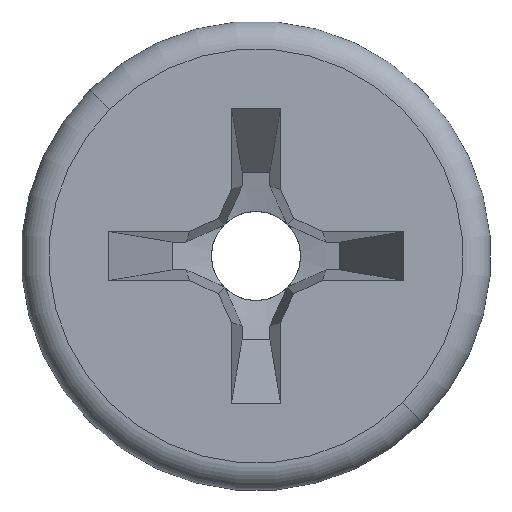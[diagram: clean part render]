
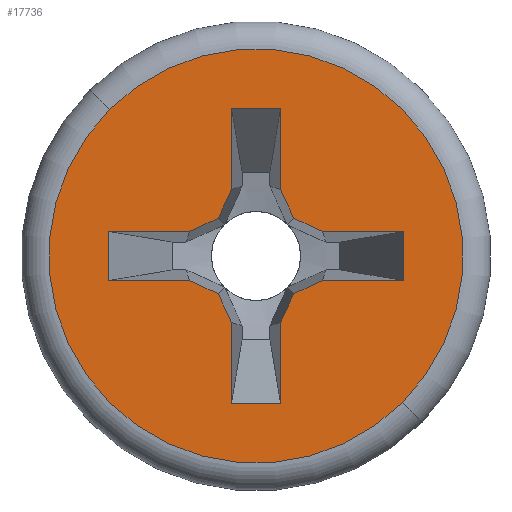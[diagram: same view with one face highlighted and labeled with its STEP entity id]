
A CAD part, left-side view. The second image highlights one B-rep face of the part: STEP entity #17736.
In plain terms, the highlighted planar face has unit normal (-1, 0, 0).
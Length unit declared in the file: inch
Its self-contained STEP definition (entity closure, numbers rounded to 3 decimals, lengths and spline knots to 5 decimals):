
#9483=CARTESIAN_POINT('',(0.,0.,0.));
#9484=DIRECTION('',(-1.,0.,0.));
#9485=DIRECTION('',(0.,1.,0.));
#9486=AXIS2_PLACEMENT_3D('',#9483,#9484,#9485);
#9488=CARTESIAN_POINT('',(0.,0.,0.));
#9489=DIRECTION('',(1.,0.,0.));
#9490=DIRECTION('',(0.,1.,0.));
#9491=AXIS2_PLACEMENT_3D('',#9488,#9489,#9490);
#9493=DIRECTION('',(0.,-0.707,-0.707));
#9494=VECTOR('',#9493,0.016);
#9495=CARTESIAN_POINT('',(0.,0.0396,-0.02828));
#9496=LINE('',#9495,#9494);
#9497=DIRECTION('',(0.,0.707,-0.707));
#9498=VECTOR('',#9497,0.02642);
#9499=CARTESIAN_POINT('',(0.,0.0096,-0.02091));
#9500=LINE('',#9499,#9498);
#9501=DIRECTION('',(0.,0.94,-0.342));
#9502=VECTOR('',#9501,0.01022);
#9503=CARTESIAN_POINT('',(0.,0.,-0.01742));
#9504=LINE('',#9503,#9502);
#9505=DIRECTION('',(0.,0.94,0.342));
#9506=VECTOR('',#9505,0.01022);
#9507=CARTESIAN_POINT('',(0.,-0.0096,-0.02091));
#9508=LINE('',#9507,#9506);
#9509=DIRECTION('',(0.,-0.707,-0.707));
#9510=VECTOR('',#9509,0.02642);
#9511=CARTESIAN_POINT('',(0.,-0.0096,-0.02091));
#9512=LINE('',#9511,#9510);
#9513=DIRECTION('',(0.,0.707,-0.707));
#9514=VECTOR('',#9513,0.016);
#9515=CARTESIAN_POINT('',(0.,-0.0396,-0.02828));
#9516=LINE('',#9515,#9514);
#9517=DIRECTION('',(0.,-0.707,-0.707));
#9518=VECTOR('',#9517,0.02642);
#9519=CARTESIAN_POINT('',(0.,-0.02091,-0.0096));
#9520=LINE('',#9519,#9518);
#9521=DIRECTION('',(0.,-0.342,-0.94));
#9522=VECTOR('',#9521,0.01022);
#9523=CARTESIAN_POINT('',(0.,-0.01742,0.));
#9524=LINE('',#9523,#9522);
#9525=DIRECTION('',(0.,0.342,-0.94));
#9526=VECTOR('',#9525,0.01022);
#9527=CARTESIAN_POINT('',(0.,-0.02091,0.0096));
#9528=LINE('',#9527,#9526);
#9529=DIRECTION('',(0.,0.707,-0.707));
#9530=VECTOR('',#9529,0.02642);
#9531=CARTESIAN_POINT('',(0.,-0.0396,0.02828));
#9532=LINE('',#9531,#9530);
#9533=DIRECTION('',(0.,-0.707,-0.707));
#9534=VECTOR('',#9533,0.016);
#9535=CARTESIAN_POINT('',(0.,-0.02828,0.0396));
#9536=LINE('',#9535,#9534);
#9537=DIRECTION('',(0.,0.707,-0.707));
#9538=VECTOR('',#9537,0.02642);
#9539=CARTESIAN_POINT('',(0.,-0.02828,0.0396));
#9540=LINE('',#9539,#9538);
#9541=DIRECTION('',(0.,-0.94,0.342));
#9542=VECTOR('',#9541,0.01022);
#9543=CARTESIAN_POINT('',(0.,0.,0.01742));
#9544=LINE('',#9543,#9542);
#9545=DIRECTION('',(0.,-0.94,-0.342));
#9546=VECTOR('',#9545,0.01022);
#9547=CARTESIAN_POINT('',(0.,0.0096,0.02091));
#9548=LINE('',#9547,#9546);
#9549=DIRECTION('',(0.,-0.707,-0.707));
#9550=VECTOR('',#9549,0.02642);
#9551=CARTESIAN_POINT('',(0.,0.02828,0.0396));
#9552=LINE('',#9551,#9550);
#9553=DIRECTION('',(0.,0.707,-0.707));
#9554=VECTOR('',#9553,0.016);
#9555=CARTESIAN_POINT('',(0.,0.02828,0.0396));
#9556=LINE('',#9555,#9554);
#9557=DIRECTION('',(0.,-0.707,-0.707));
#9558=VECTOR('',#9557,0.02642);
#9559=CARTESIAN_POINT('',(0.,0.0396,0.02828));
#9560=LINE('',#9559,#9558);
#9561=DIRECTION('',(0.,0.342,0.94));
#9562=VECTOR('',#9561,0.01022);
#9563=CARTESIAN_POINT('',(0.,0.01742,0.));
#9564=LINE('',#9563,#9562);
#9565=DIRECTION('',(0.,-0.342,0.94));
#9566=VECTOR('',#9565,0.01022);
#9567=CARTESIAN_POINT('',(0.,0.02091,-0.0096));
#9568=LINE('',#9567,#9566);
#9569=DIRECTION('',(0.,0.707,-0.707));
#9570=VECTOR('',#9569,0.02642);
#9571=CARTESIAN_POINT('',(0.,0.02091,-0.0096));
#9572=LINE('',#9571,#9570);
#9830=CARTESIAN_POINT('',(0.,0.0396,-0.02828));
#9831=CARTESIAN_POINT('',(0.,0.02828,-0.0396));
#9832=VERTEX_POINT('',#9830);
#9833=VERTEX_POINT('',#9831);
#9834=CARTESIAN_POINT('',(0.,0.02091,-0.0096));
#9835=VERTEX_POINT('',#9834);
#9836=CARTESIAN_POINT('',(0.,0.01742,0.));
#9837=VERTEX_POINT('',#9836);
#9838=CARTESIAN_POINT('',(0.,0.02091,0.0096));
#9839=VERTEX_POINT('',#9838);
#9840=CARTESIAN_POINT('',(0.,0.0396,0.02828));
#9841=VERTEX_POINT('',#9840);
#9842=CARTESIAN_POINT('',(0.,0.02828,0.0396));
#9843=VERTEX_POINT('',#9842);
#9844=CARTESIAN_POINT('',(0.,0.0096,0.02091));
#9845=VERTEX_POINT('',#9844);
#9846=CARTESIAN_POINT('',(0.,0.,0.01742));
#9847=VERTEX_POINT('',#9846);
#9848=CARTESIAN_POINT('',(0.,-0.0096,0.02091));
#9849=VERTEX_POINT('',#9848);
#9850=CARTESIAN_POINT('',(0.,-0.02828,0.0396));
#9851=VERTEX_POINT('',#9850);
#9852=CARTESIAN_POINT('',(0.,-0.0396,0.02828));
#9853=VERTEX_POINT('',#9852);
#9854=CARTESIAN_POINT('',(0.,-0.02091,0.0096));
#9855=VERTEX_POINT('',#9854);
#9856=CARTESIAN_POINT('',(0.,-0.01742,0.));
#9857=VERTEX_POINT('',#9856);
#9858=CARTESIAN_POINT('',(0.,-0.02091,-0.0096));
#9859=VERTEX_POINT('',#9858);
#9860=CARTESIAN_POINT('',(0.,-0.0396,-0.02828));
#9861=VERTEX_POINT('',#9860);
#9862=CARTESIAN_POINT('',(0.,-0.02828,-0.0396));
#9863=VERTEX_POINT('',#9862);
#9864=CARTESIAN_POINT('',(0.,-0.0096,-0.02091));
#9865=VERTEX_POINT('',#9864);
#9866=CARTESIAN_POINT('',(0.,0.,-0.01742));
#9867=VERTEX_POINT('',#9866);
#9868=CARTESIAN_POINT('',(0.,0.0096,-0.02091));
#9869=VERTEX_POINT('',#9868);
#9922=CARTESIAN_POINT('',(0.,0.06743,0.));
#9923=VERTEX_POINT('',#9922);
#9924=CARTESIAN_POINT('',(0.,-0.06743,0.));
#9925=VERTEX_POINT('',#9924);
#17695=CARTESIAN_POINT('',(0.,0.,0.));
#17696=DIRECTION('',(1.,0.,0.));
#17697=DIRECTION('',(0.,-1.,0.));
#17698=AXIS2_PLACEMENT_3D('',#17695,#17696,#17697);
#17699=PLANE('',#17698);
#17701=ORIENTED_EDGE('',*,*,#17700,.F.);
#17703=ORIENTED_EDGE('',*,*,#17702,.T.);
#17704=EDGE_LOOP('',(#17701,#17703));
#17705=FACE_OUTER_BOUND('',#17704,.F.);
#17707=ORIENTED_EDGE('',*,*,#17706,.T.);
#17709=ORIENTED_EDGE('',*,*,#17708,.F.);
#17711=ORIENTED_EDGE('',*,*,#17710,.F.);
#17713=ORIENTED_EDGE('',*,*,#17712,.F.);
#17715=ORIENTED_EDGE('',*,*,#17714,.T.);
#17717=ORIENTED_EDGE('',*,*,#17716,.F.);
#17719=ORIENTED_EDGE('',*,*,#17718,.F.);
#17720=ORIENTED_EDGE('',*,*,#17523,.F.);
#17721=ORIENTED_EDGE('',*,*,#17552,.F.);
#17722=ORIENTED_EDGE('',*,*,#17566,.F.);
#17723=ORIENTED_EDGE('',*,*,#17580,.F.);
#17724=ORIENTED_EDGE('',*,*,#17594,.T.);
#17725=ORIENTED_EDGE('',*,*,#17620,.F.);
#17726=ORIENTED_EDGE('',*,*,#17648,.F.);
#17727=ORIENTED_EDGE('',*,*,#17662,.F.);
#17728=ORIENTED_EDGE('',*,*,#17676,.T.);
#17729=ORIENTED_EDGE('',*,*,#17689,.T.);
#17730=ORIENTED_EDGE('',*,*,#17392,.F.);
#17731=ORIENTED_EDGE('',*,*,#17423,.F.);
#17733=ORIENTED_EDGE('',*,*,#17732,.T.);
#17734=EDGE_LOOP('',(#17707,#17709,#17711,#17713,#17715,#17717,#17719,#17720,
#17721,#17722,#17723,#17724,#17725,#17726,#17727,#17728,#17729,#17730,#17731,
#17733));
#17735=FACE_BOUND('',#17734,.F.);
#9487=CIRCLE('',#9486,0.06743);
#9492=CIRCLE('',#9491,0.06743);
#17392=EDGE_CURVE('',#9837,#9839,#9564,.T.);
#17423=EDGE_CURVE('',#9835,#9837,#9568,.T.);
#17523=EDGE_CURVE('',#9857,#9859,#9524,.T.);
#17552=EDGE_CURVE('',#9855,#9857,#9528,.T.);
#17566=EDGE_CURVE('',#9853,#9855,#9532,.T.);
#17580=EDGE_CURVE('',#9851,#9853,#9536,.T.);
#17594=EDGE_CURVE('',#9851,#9849,#9540,.T.);
#17620=EDGE_CURVE('',#9847,#9849,#9544,.T.);
#17648=EDGE_CURVE('',#9845,#9847,#9548,.T.);
#17662=EDGE_CURVE('',#9843,#9845,#9552,.T.);
#17676=EDGE_CURVE('',#9843,#9841,#9556,.T.);
#17689=EDGE_CURVE('',#9841,#9839,#9560,.T.);
#17700=EDGE_CURVE('',#9923,#9925,#9487,.T.);
#17702=EDGE_CURVE('',#9923,#9925,#9492,.T.);
#17706=EDGE_CURVE('',#9832,#9833,#9496,.T.);
#17708=EDGE_CURVE('',#9869,#9833,#9500,.T.);
#17710=EDGE_CURVE('',#9867,#9869,#9504,.T.);
#17712=EDGE_CURVE('',#9865,#9867,#9508,.T.);
#17714=EDGE_CURVE('',#9865,#9863,#9512,.T.);
#17716=EDGE_CURVE('',#9861,#9863,#9516,.T.);
#17718=EDGE_CURVE('',#9859,#9861,#9520,.T.);
#17732=EDGE_CURVE('',#9835,#9832,#9572,.T.);
#17736=ADVANCED_FACE('',(#17705,#17735),#17699,.F.);
